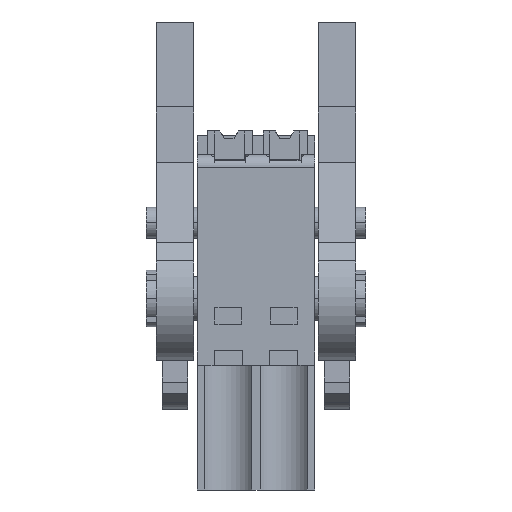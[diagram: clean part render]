
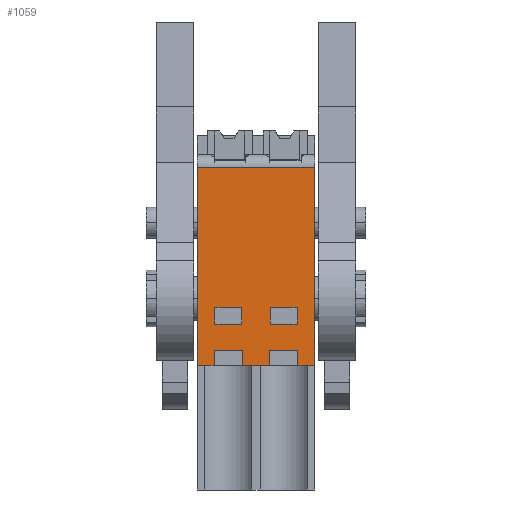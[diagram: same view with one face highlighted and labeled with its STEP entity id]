
A CAD part, front view. The second image highlights one B-rep face of the part: STEP entity #1059.
In plain terms, the highlighted planar face has unit normal (0, -1, 0).
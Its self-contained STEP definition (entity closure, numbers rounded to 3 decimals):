
#924=AXIS2_PLACEMENT_3D('Plane Axis2P3D',#921,#922,#923) ;
#97=CARTESIAN_POINT('Vertex',(3.25,5.297,7.9)) ;
#100=CARTESIAN_POINT('Line Origine',(3.25,5.297,11.2)) ;
#104=CARTESIAN_POINT('Vertex',(3.25,5.297,20.4)) ;
#798=CARTESIAN_POINT('Line Origine',(6.575,5.297,7.9)) ;
#802=CARTESIAN_POINT('Vertex',(6.1,5.297,7.9)) ;
#804=CARTESIAN_POINT('Vertex',(7.05,5.297,7.9)) ;
#825=CARTESIAN_POINT('Vertex',(4.3,5.297,7.9)) ;
#828=CARTESIAN_POINT('Line Origine',(3.775,5.297,7.9)) ;
#865=CARTESIAN_POINT('Vertex',(10.65,5.297,7.9)) ;
#868=CARTESIAN_POINT('Line Origine',(10.125,5.297,7.9)) ;
#872=CARTESIAN_POINT('Vertex',(9.6,5.297,7.9)) ;
#893=CARTESIAN_POINT('Vertex',(7.8,5.297,7.9)) ;
#896=CARTESIAN_POINT('Line Origine',(7.425,5.297,7.9)) ;
#921=CARTESIAN_POINT('Axis2P3D Location',(3.43,5.297,7.9)) ;
#926=CARTESIAN_POINT('Line Origine',(7.8,5.297,8.375)) ;
#930=CARTESIAN_POINT('Vertex',(7.8,5.297,8.85)) ;
#933=CARTESIAN_POINT('Line Origine',(8.7,5.297,8.85)) ;
#937=CARTESIAN_POINT('Vertex',(9.6,5.297,8.85)) ;
#940=CARTESIAN_POINT('Line Origine',(9.6,5.297,8.375)) ;
#945=CARTESIAN_POINT('Line Origine',(10.65,5.297,14.15)) ;
#949=CARTESIAN_POINT('Vertex',(10.65,5.297,20.4)) ;
#952=CARTESIAN_POINT('Line Origine',(6.95,5.297,20.4)) ;
#957=CARTESIAN_POINT('Line Origine',(4.3,5.297,8.375)) ;
#961=CARTESIAN_POINT('Vertex',(4.3,5.297,8.85)) ;
#964=CARTESIAN_POINT('Line Origine',(5.2,5.297,8.85)) ;
#968=CARTESIAN_POINT('Vertex',(6.1,5.297,8.85)) ;
#971=CARTESIAN_POINT('Line Origine',(6.1,5.297,8.375)) ;
#991=CARTESIAN_POINT('Line Origine',(8.7,5.297,11.55)) ;
#995=CARTESIAN_POINT('Vertex',(9.55,5.297,11.55)) ;
#997=CARTESIAN_POINT('Vertex',(7.85,5.297,11.55)) ;
#1000=CARTESIAN_POINT('Line Origine',(9.55,5.297,11.017)) ;
#1004=CARTESIAN_POINT('Vertex',(9.55,5.297,10.484)) ;
#1007=CARTESIAN_POINT('Line Origine',(8.7,5.297,10.484)) ;
#1011=CARTESIAN_POINT('Vertex',(7.85,5.297,10.484)) ;
#1014=CARTESIAN_POINT('Line Origine',(7.85,5.297,11.017)) ;
#1025=CARTESIAN_POINT('Line Origine',(6.05,5.297,11.017)) ;
#1029=CARTESIAN_POINT('Vertex',(6.05,5.297,10.484)) ;
#1031=CARTESIAN_POINT('Vertex',(6.05,5.297,11.55)) ;
#1034=CARTESIAN_POINT('Line Origine',(5.2,5.297,10.484)) ;
#1038=CARTESIAN_POINT('Vertex',(4.35,5.297,10.484)) ;
#1041=CARTESIAN_POINT('Line Origine',(4.35,5.297,11.017)) ;
#1045=CARTESIAN_POINT('Vertex',(4.35,5.297,11.55)) ;
#1048=CARTESIAN_POINT('Line Origine',(5.2,5.297,11.55)) ;
#101=DIRECTION('Vector Direction',(0.,0.,1.)) ;
#799=DIRECTION('Vector Direction',(1.,0.,0.)) ;
#829=DIRECTION('Vector Direction',(1.,0.,0.)) ;
#869=DIRECTION('Vector Direction',(1.,0.,0.)) ;
#897=DIRECTION('Vector Direction',(1.,0.,0.)) ;
#922=DIRECTION('Axis2P3D Direction',(0.,1.,0.)) ;
#923=DIRECTION('Axis2P3D XDirection',(0.,0.,1.)) ;
#927=DIRECTION('Vector Direction',(0.,0.,-1.)) ;
#934=DIRECTION('Vector Direction',(-1.,0.,0.)) ;
#941=DIRECTION('Vector Direction',(0.,0.,1.)) ;
#946=DIRECTION('Vector Direction',(0.,0.,1.)) ;
#953=DIRECTION('Vector Direction',(1.,0.,0.)) ;
#958=DIRECTION('Vector Direction',(0.,0.,-1.)) ;
#965=DIRECTION('Vector Direction',(-1.,0.,0.)) ;
#972=DIRECTION('Vector Direction',(0.,0.,1.)) ;
#992=DIRECTION('Vector Direction',(-1.,0.,0.)) ;
#1001=DIRECTION('Vector Direction',(0.,0.,-1.)) ;
#1008=DIRECTION('Vector Direction',(1.,0.,0.)) ;
#1015=DIRECTION('Vector Direction',(0.,0.,1.)) ;
#1026=DIRECTION('Vector Direction',(0.,0.,-1.)) ;
#1035=DIRECTION('Vector Direction',(1.,0.,0.)) ;
#1042=DIRECTION('Vector Direction',(0.,0.,1.)) ;
#1049=DIRECTION('Vector Direction',(-1.,0.,0.)) ;
#102=VECTOR('Line Direction',#101,1.) ;
#800=VECTOR('Line Direction',#799,1.) ;
#830=VECTOR('Line Direction',#829,1.) ;
#870=VECTOR('Line Direction',#869,1.) ;
#898=VECTOR('Line Direction',#897,1.) ;
#928=VECTOR('Line Direction',#927,1.) ;
#935=VECTOR('Line Direction',#934,1.) ;
#942=VECTOR('Line Direction',#941,1.) ;
#947=VECTOR('Line Direction',#946,1.) ;
#954=VECTOR('Line Direction',#953,1.) ;
#959=VECTOR('Line Direction',#958,1.) ;
#966=VECTOR('Line Direction',#965,1.) ;
#973=VECTOR('Line Direction',#972,1.) ;
#993=VECTOR('Line Direction',#992,1.) ;
#1002=VECTOR('Line Direction',#1001,1.) ;
#1009=VECTOR('Line Direction',#1008,1.) ;
#1016=VECTOR('Line Direction',#1015,1.) ;
#1027=VECTOR('Line Direction',#1026,1.) ;
#1036=VECTOR('Line Direction',#1035,1.) ;
#1043=VECTOR('Line Direction',#1042,1.) ;
#1050=VECTOR('Line Direction',#1049,1.) ;
#977=ORIENTED_EDGE('',*,*,#900,.T.) ;
#978=ORIENTED_EDGE('',*,*,#932,.F.) ;
#979=ORIENTED_EDGE('',*,*,#939,.F.) ;
#980=ORIENTED_EDGE('',*,*,#944,.F.) ;
#981=ORIENTED_EDGE('',*,*,#874,.T.) ;
#982=ORIENTED_EDGE('',*,*,#951,.T.) ;
#983=ORIENTED_EDGE('',*,*,#956,.F.) ;
#984=ORIENTED_EDGE('',*,*,#106,.F.) ;
#985=ORIENTED_EDGE('',*,*,#832,.T.) ;
#986=ORIENTED_EDGE('',*,*,#963,.F.) ;
#987=ORIENTED_EDGE('',*,*,#970,.F.) ;
#988=ORIENTED_EDGE('',*,*,#975,.F.) ;
#989=ORIENTED_EDGE('',*,*,#806,.T.) ;
#1020=ORIENTED_EDGE('',*,*,#999,.F.) ;
#1021=ORIENTED_EDGE('',*,*,#1006,.F.) ;
#1022=ORIENTED_EDGE('',*,*,#1013,.F.) ;
#1023=ORIENTED_EDGE('',*,*,#1018,.F.) ;
#1054=ORIENTED_EDGE('',*,*,#1033,.F.) ;
#1055=ORIENTED_EDGE('',*,*,#1040,.F.) ;
#1056=ORIENTED_EDGE('',*,*,#1047,.F.) ;
#1057=ORIENTED_EDGE('',*,*,#1052,.F.) ;
#1024=FACE_BOUND('',#1019,.T.) ;
#1058=FACE_BOUND('',#1053,.T.) ;
#1059=ADVANCED_FACE('HOUSING',(#990,#1024,#1058),#925,.F.) ;
#106=EDGE_CURVE('',#98,#105,#103,.T.) ;
#806=EDGE_CURVE('',#803,#805,#801,.T.) ;
#832=EDGE_CURVE('',#98,#826,#831,.T.) ;
#874=EDGE_CURVE('',#873,#866,#871,.T.) ;
#900=EDGE_CURVE('',#805,#894,#899,.T.) ;
#932=EDGE_CURVE('',#931,#894,#929,.T.) ;
#939=EDGE_CURVE('',#938,#931,#936,.T.) ;
#944=EDGE_CURVE('',#873,#938,#943,.T.) ;
#951=EDGE_CURVE('',#866,#950,#948,.T.) ;
#956=EDGE_CURVE('',#105,#950,#955,.T.) ;
#963=EDGE_CURVE('',#962,#826,#960,.T.) ;
#970=EDGE_CURVE('',#969,#962,#967,.T.) ;
#975=EDGE_CURVE('',#803,#969,#974,.T.) ;
#999=EDGE_CURVE('',#996,#998,#994,.T.) ;
#1006=EDGE_CURVE('',#1005,#996,#1003,.F.) ;
#1013=EDGE_CURVE('',#1012,#1005,#1010,.T.) ;
#1018=EDGE_CURVE('',#998,#1012,#1017,.F.) ;
#1033=EDGE_CURVE('',#1030,#1032,#1028,.F.) ;
#1040=EDGE_CURVE('',#1039,#1030,#1037,.T.) ;
#1047=EDGE_CURVE('',#1046,#1039,#1044,.F.) ;
#1052=EDGE_CURVE('',#1032,#1046,#1051,.T.) ;
#976=EDGE_LOOP('',(#977,#978,#979,#980,#981,#982,#983,#984,#985,#986,#987,#988,#989)) ;
#1019=EDGE_LOOP('',(#1020,#1021,#1022,#1023)) ;
#1053=EDGE_LOOP('',(#1054,#1055,#1056,#1057)) ;
#990=FACE_OUTER_BOUND('',#976,.T.) ;
#103=LINE('Line',#100,#102) ;
#801=LINE('Line',#798,#800) ;
#831=LINE('Line',#828,#830) ;
#871=LINE('Line',#868,#870) ;
#899=LINE('Line',#896,#898) ;
#929=LINE('Line',#926,#928) ;
#936=LINE('Line',#933,#935) ;
#943=LINE('Line',#940,#942) ;
#948=LINE('Line',#945,#947) ;
#955=LINE('Line',#952,#954) ;
#960=LINE('Line',#957,#959) ;
#967=LINE('Line',#964,#966) ;
#974=LINE('Line',#971,#973) ;
#994=LINE('Line',#991,#993) ;
#1003=LINE('Line',#1000,#1002) ;
#1010=LINE('Line',#1007,#1009) ;
#1017=LINE('Line',#1014,#1016) ;
#1028=LINE('Line',#1025,#1027) ;
#1037=LINE('Line',#1034,#1036) ;
#1044=LINE('Line',#1041,#1043) ;
#1051=LINE('Line',#1048,#1050) ;
#925=PLANE('',#924) ;
#98=VERTEX_POINT('',#97) ;
#105=VERTEX_POINT('',#104) ;
#803=VERTEX_POINT('',#802) ;
#805=VERTEX_POINT('',#804) ;
#826=VERTEX_POINT('',#825) ;
#866=VERTEX_POINT('',#865) ;
#873=VERTEX_POINT('',#872) ;
#894=VERTEX_POINT('',#893) ;
#931=VERTEX_POINT('',#930) ;
#938=VERTEX_POINT('',#937) ;
#950=VERTEX_POINT('',#949) ;
#962=VERTEX_POINT('',#961) ;
#969=VERTEX_POINT('',#968) ;
#996=VERTEX_POINT('',#995) ;
#998=VERTEX_POINT('',#997) ;
#1005=VERTEX_POINT('',#1004) ;
#1012=VERTEX_POINT('',#1011) ;
#1030=VERTEX_POINT('',#1029) ;
#1032=VERTEX_POINT('',#1031) ;
#1039=VERTEX_POINT('',#1038) ;
#1046=VERTEX_POINT('',#1045) ;
